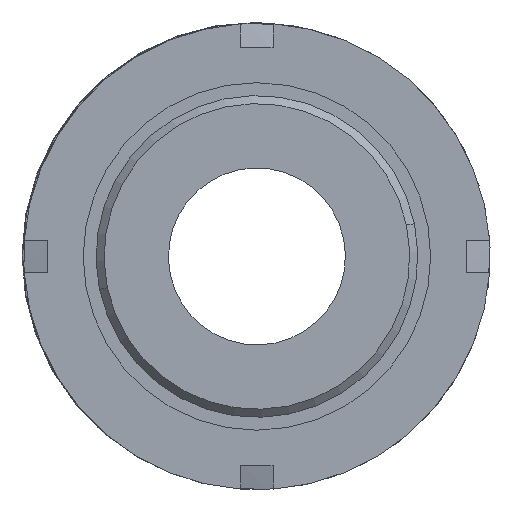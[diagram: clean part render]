
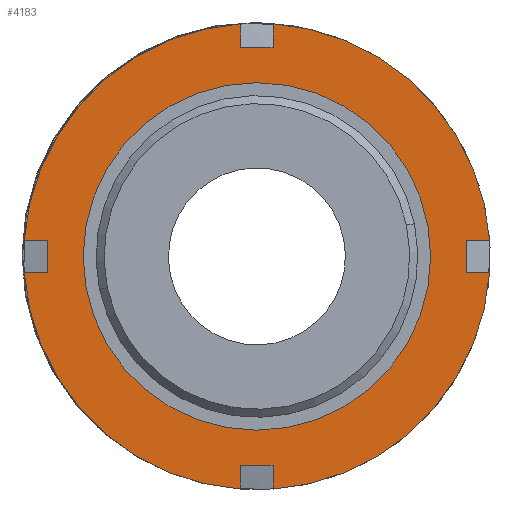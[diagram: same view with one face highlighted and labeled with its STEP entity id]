
A CAD part, front view. The second image highlights one B-rep face of the part: STEP entity #4183.
In plain terms, the highlighted planar face has unit normal (0, -1, 0).
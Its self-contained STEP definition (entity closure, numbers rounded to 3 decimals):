
#77 = VERTEX_POINT ( 'NONE', #306 ) ;
#87 = EDGE_CURVE ( 'NONE', #2793, #2124, #3193, .T. ) ;
#127 = ORIENTED_EDGE ( 'NONE', *, *, #87, .T. ) ;
#189 = FACE_OUTER_BOUND ( 'NONE', #3306, .T. ) ;
#203 = EDGE_CURVE ( 'NONE', #2181, #2895, #3672, .T. ) ;
#242 = LINE ( 'NONE', #2140, #3430 ) ;
#293 = CARTESIAN_POINT ( 'NONE',  ( -2., -47., 0. ) ) ;
#306 = CARTESIAN_POINT ( 'NONE',  ( -2., -47., 28.931 ) ) ;
#317 = CARTESIAN_POINT ( 'NONE',  ( -26., -47., 2. ) ) ;
#358 = CARTESIAN_POINT ( 'NONE',  ( -2., -47., -28.931 ) ) ;
#412 = CARTESIAN_POINT ( 'NONE',  ( -26., -47., 0. ) ) ;
#543 = CARTESIAN_POINT ( 'NONE',  ( 21.6, -47., 0. ) ) ;
#570 = DIRECTION ( 'NONE',  ( 1., 0., 0. ) ) ;
#586 = DIRECTION ( 'NONE',  ( 0., 1., 0. ) ) ;
#589 = VECTOR ( 'NONE', #1382, 1000. ) ;
#609 = DIRECTION ( 'NONE',  ( 0., 0., 1. ) ) ;
#631 = CARTESIAN_POINT ( 'NONE',  ( 28.931, -47., 2. ) ) ;
#648 = DIRECTION ( 'NONE',  ( 0., 0., 1. ) ) ;
#649 = LINE ( 'NONE', #3673, #589 ) ;
#663 = ORIENTED_EDGE ( 'NONE', *, *, #1303, .F. ) ;
#664 = CIRCLE ( 'NONE', #3235, 21.6 ) ;
#672 = VECTOR ( 'NONE', #1776, 1000. ) ;
#747 = DIRECTION ( 'NONE',  ( 0., 0., 1. ) ) ;
#750 = DIRECTION ( 'NONE',  ( 0., 0., -1. ) ) ;
#813 = VERTEX_POINT ( 'NONE', #3719 ) ;
#867 = VERTEX_POINT ( 'NONE', #3745 ) ;
#885 = CARTESIAN_POINT ( 'NONE',  ( 2., -47., -28.931 ) ) ;
#889 = ORIENTED_EDGE ( 'NONE', *, *, #3027, .T. ) ;
#901 = AXIS2_PLACEMENT_3D ( 'NONE', #3814, #3866, #3161 ) ;
#946 = PLANE ( 'NONE',  #2155 ) ;
#956 = CARTESIAN_POINT ( 'NONE',  ( 0., -47., 26. ) ) ;
#963 = VERTEX_POINT ( 'NONE', #1473 ) ;
#995 = CARTESIAN_POINT ( 'NONE',  ( 0., -47., 21.6 ) ) ;
#1008 = ORIENTED_EDGE ( 'NONE', *, *, #203, .F. ) ;
#1011 = ORIENTED_EDGE ( 'NONE', *, *, #3927, .F. ) ;
#1053 = VERTEX_POINT ( 'NONE', #2926 ) ;
#1101 = VECTOR ( 'NONE', #2976, 1000. ) ;
#1108 = AXIS2_PLACEMENT_3D ( 'NONE', #1763, #2429, #747 ) ;
#1112 = ORIENTED_EDGE ( 'NONE', *, *, #1791, .F. ) ;
#1128 = EDGE_CURVE ( 'NONE', #2086, #3662, #2095, .T. ) ;
#1141 = DIRECTION ( 'NONE',  ( 0., 0., 1. ) ) ;
#1142 = DIRECTION ( 'NONE',  ( 1., 0., 0. ) ) ;
#1149 = VECTOR ( 'NONE', #750, 1000. ) ;
#1177 = VECTOR ( 'NONE', #2573, 1000. ) ;
#1178 = EDGE_CURVE ( 'NONE', #1816, #2793, #4180, .T. ) ;
#1186 = ORIENTED_EDGE ( 'NONE', *, *, #3743, .T. ) ;
#1202 = EDGE_CURVE ( 'NONE', #813, #963, #3770, .T. ) ;
#1243 = LINE ( 'NONE', #293, #3136 ) ;
#1265 = DIRECTION ( 'NONE',  ( 0., 0., 1. ) ) ;
#1274 = EDGE_CURVE ( 'NONE', #1632, #1053, #3343, .T. ) ;
#1303 = EDGE_CURVE ( 'NONE', #2683, #77, #2365, .T. ) ;
#1326 = CARTESIAN_POINT ( 'NONE',  ( 2., -47., 26. ) ) ;
#1327 = EDGE_CURVE ( 'NONE', #1816, #2086, #3183, .T. ) ;
#1382 = DIRECTION ( 'NONE',  ( 0., 0., -1. ) ) ;
#1401 = CARTESIAN_POINT ( 'NONE',  ( 2., -47., 0. ) ) ;
#1435 = DIRECTION ( 'NONE',  ( 0., 0., 1. ) ) ;
#1473 = CARTESIAN_POINT ( 'NONE',  ( 26., -47., -2. ) ) ;
#1494 = DIRECTION ( 'NONE',  ( 0., 0., 1. ) ) ;
#1534 = CARTESIAN_POINT ( 'NONE',  ( 0., -47., 0. ) ) ;
#1575 = CARTESIAN_POINT ( 'NONE',  ( 0., -47., -26. ) ) ;
#1580 = CARTESIAN_POINT ( 'NONE',  ( 26., -47., 0. ) ) ;
#1581 = VERTEX_POINT ( 'NONE', #317 ) ;
#1613 = ORIENTED_EDGE ( 'NONE', *, *, #3639, .F. ) ;
#1632 = VERTEX_POINT ( 'NONE', #358 ) ;
#1763 = CARTESIAN_POINT ( 'NONE',  ( 0., -47., 0. ) ) ;
#1776 = DIRECTION ( 'NONE',  ( -1., 0., 0. ) ) ;
#1779 = FACE_BOUND ( 'NONE', #1965, .T. ) ;
#1791 = EDGE_CURVE ( 'NONE', #813, #2181, #3399, .T. ) ;
#1816 = VERTEX_POINT ( 'NONE', #3783 ) ;
#1824 = LINE ( 'NONE', #1580, #2026 ) ;
#1826 = ORIENTED_EDGE ( 'NONE', *, *, #1202, .T. ) ;
#1891 = VECTOR ( 'NONE', #4053, 1000. ) ;
#1965 = EDGE_LOOP ( 'NONE', ( #3887, #889 ) ) ;
#1991 = CARTESIAN_POINT ( 'NONE',  ( 21.6, -47., 2. ) ) ;
#2026 = VECTOR ( 'NONE', #609, 1000. ) ;
#2084 = CARTESIAN_POINT ( 'NONE',  ( 0., -47., 0. ) ) ;
#2086 = VERTEX_POINT ( 'NONE', #631 ) ;
#2095 = LINE ( 'NONE', #1991, #1101 ) ;
#2112 = EDGE_CURVE ( 'NONE', #1632, #2853, #1243, .T. ) ;
#2124 = VERTEX_POINT ( 'NONE', #2584 ) ;
#2127 = ORIENTED_EDGE ( 'NONE', *, *, #2112, .T. ) ;
#2140 = CARTESIAN_POINT ( 'NONE',  ( 21.6, -47., -2. ) ) ;
#2155 = AXIS2_PLACEMENT_3D ( 'NONE', #543, #586, #1265 ) ;
#2181 = VERTEX_POINT ( 'NONE', #885 ) ;
#2365 = CIRCLE ( 'NONE', #3373, 29. ) ;
#2384 = CARTESIAN_POINT ( 'NONE',  ( 21.6, -47., -2. ) ) ;
#2429 = DIRECTION ( 'NONE',  ( 0., 1., 0. ) ) ;
#2434 = VERTEX_POINT ( 'NONE', #3364 ) ;
#2449 = EDGE_CURVE ( 'NONE', #1581, #2434, #2667, .T. ) ;
#2455 = DIRECTION ( 'NONE',  ( 0., 0., 1. ) ) ;
#2487 = ORIENTED_EDGE ( 'NONE', *, *, #1128, .F. ) ;
#2492 = ORIENTED_EDGE ( 'NONE', *, *, #1327, .F. ) ;
#2573 = DIRECTION ( 'NONE',  ( 1., 0., 0. ) ) ;
#2584 = CARTESIAN_POINT ( 'NONE',  ( -2., -47., 26. ) ) ;
#2623 = EDGE_CURVE ( 'NONE', #3305, #867, #664, .T. ) ;
#2632 = VECTOR ( 'NONE', #3332, 1000. ) ;
#2667 = LINE ( 'NONE', #412, #1149 ) ;
#2683 = VERTEX_POINT ( 'NONE', #3549 ) ;
#2729 = CARTESIAN_POINT ( 'NONE',  ( 2., -47., -26. ) ) ;
#2760 = CARTESIAN_POINT ( 'NONE',  ( 26., -47., 2. ) ) ;
#2793 = VERTEX_POINT ( 'NONE', #1326 ) ;
#2799 = VECTOR ( 'NONE', #570, 1000. ) ;
#2807 = CARTESIAN_POINT ( 'NONE',  ( 0., -47., 0. ) ) ;
#2853 = VERTEX_POINT ( 'NONE', #3659 ) ;
#2895 = VERTEX_POINT ( 'NONE', #2729 ) ;
#2926 = CARTESIAN_POINT ( 'NONE',  ( -28.931, -47., -2. ) ) ;
#2976 = DIRECTION ( 'NONE',  ( -1., 0., 0. ) ) ;
#3027 = EDGE_CURVE ( 'NONE', #867, #3305, #3914, .T. ) ;
#3039 = AXIS2_PLACEMENT_3D ( 'NONE', #3400, #4076, #1435 ) ;
#3087 = DIRECTION ( 'NONE',  ( 0., 1., 0. ) ) ;
#3100 = ORIENTED_EDGE ( 'NONE', *, *, #2449, .T. ) ;
#3109 = DIRECTION ( 'NONE',  ( 0., 1., 0. ) ) ;
#3136 = VECTOR ( 'NONE', #648, 1000. ) ;
#3161 = DIRECTION ( 'NONE',  ( 0., 0., 1. ) ) ;
#3183 = CIRCLE ( 'NONE', #3826, 29. ) ;
#3193 = LINE ( 'NONE', #956, #2632 ) ;
#3235 = AXIS2_PLACEMENT_3D ( 'NONE', #2084, #3087, #1141 ) ;
#3305 = VERTEX_POINT ( 'NONE', #995 ) ;
#3306 = EDGE_LOOP ( 'NONE', ( #1613, #3781, #2127, #3637, #1008, #1112, #1826, #1186, #2487, #2492, #3789, #127, #1011, #663, #4272, #3100 ) ) ;
#3320 = LINE ( 'NONE', #1575, #1177 ) ;
#3332 = DIRECTION ( 'NONE',  ( -1., 0., 0. ) ) ;
#3343 = CIRCLE ( 'NONE', #1108, 29. ) ;
#3364 = CARTESIAN_POINT ( 'NONE',  ( -26., -47., -2. ) ) ;
#3373 = AXIS2_PLACEMENT_3D ( 'NONE', #1534, #4125, #2455 ) ;
#3397 = VECTOR ( 'NONE', #4050, 1000. ) ;
#3399 = CIRCLE ( 'NONE', #3039, 29. ) ;
#3400 = CARTESIAN_POINT ( 'NONE',  ( 0., -47., 0. ) ) ;
#3427 = LINE ( 'NONE', #4219, #2799 ) ;
#3430 = VECTOR ( 'NONE', #1142, 1000. ) ;
#3549 = CARTESIAN_POINT ( 'NONE',  ( -28.931, -47., 2. ) ) ;
#3637 = ORIENTED_EDGE ( 'NONE', *, *, #4207, .T. ) ;
#3639 = EDGE_CURVE ( 'NONE', #1053, #2434, #242, .T. ) ;
#3659 = CARTESIAN_POINT ( 'NONE',  ( -2., -47., -26. ) ) ;
#3662 = VERTEX_POINT ( 'NONE', #2760 ) ;
#3672 = LINE ( 'NONE', #1401, #1891 ) ;
#3673 = CARTESIAN_POINT ( 'NONE',  ( -2., -47., 0. ) ) ;
#3719 = CARTESIAN_POINT ( 'NONE',  ( 28.931, -47., -2. ) ) ;
#3743 = EDGE_CURVE ( 'NONE', #963, #3662, #1824, .T. ) ;
#3745 = CARTESIAN_POINT ( 'NONE',  ( 0., -47., -21.6 ) ) ;
#3770 = LINE ( 'NONE', #2384, #672 ) ;
#3781 = ORIENTED_EDGE ( 'NONE', *, *, #1274, .F. ) ;
#3783 = CARTESIAN_POINT ( 'NONE',  ( 2., -47., 28.931 ) ) ;
#3789 = ORIENTED_EDGE ( 'NONE', *, *, #1178, .T. ) ;
#3814 = CARTESIAN_POINT ( 'NONE',  ( 0., -47., 0. ) ) ;
#3826 = AXIS2_PLACEMENT_3D ( 'NONE', #2807, #3109, #1494 ) ;
#3866 = DIRECTION ( 'NONE',  ( 0., 1., 0. ) ) ;
#3887 = ORIENTED_EDGE ( 'NONE', *, *, #2623, .T. ) ;
#3914 = CIRCLE ( 'NONE', #901, 21.6 ) ;
#3927 = EDGE_CURVE ( 'NONE', #77, #2124, #649, .T. ) ;
#4050 = DIRECTION ( 'NONE',  ( 0., 0., -1. ) ) ;
#4053 = DIRECTION ( 'NONE',  ( 0., 0., 1. ) ) ;
#4067 = CARTESIAN_POINT ( 'NONE',  ( 2., -47., 0. ) ) ;
#4076 = DIRECTION ( 'NONE',  ( 0., 1., 0. ) ) ;
#4125 = DIRECTION ( 'NONE',  ( 0., 1., 0. ) ) ;
#4174 = EDGE_CURVE ( 'NONE', #2683, #1581, #3427, .T. ) ;
#4180 = LINE ( 'NONE', #4067, #3397 ) ;
#4183 = ADVANCED_FACE ( 'NONE', ( #1779, #189 ), #946, .F. ) ;
#4207 = EDGE_CURVE ( 'NONE', #2853, #2895, #3320, .T. ) ;
#4219 = CARTESIAN_POINT ( 'NONE',  ( 21.6, -47., 2. ) ) ;
#4272 = ORIENTED_EDGE ( 'NONE', *, *, #4174, .T. ) ;
